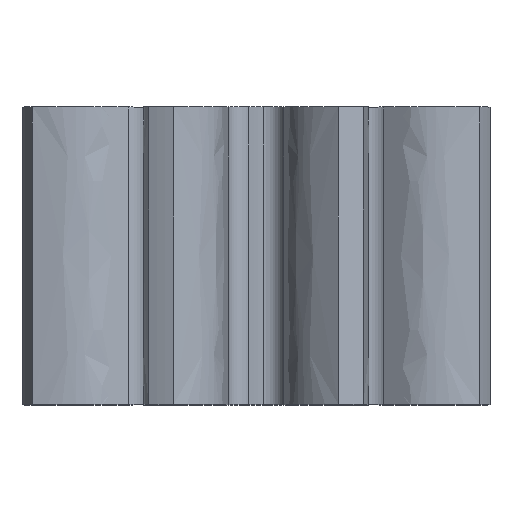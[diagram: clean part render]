
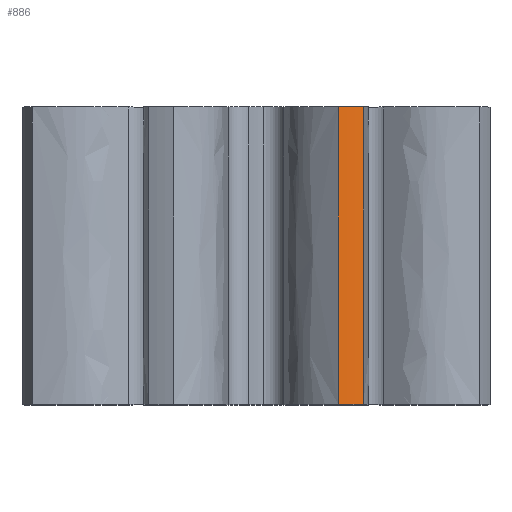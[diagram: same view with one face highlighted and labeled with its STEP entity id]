
A CAD part, top view. The second image highlights one B-rep face of the part: STEP entity #886.
In plain terms, the highlighted cylindrical face has radius 2.5 mm (diameter 5 mm), a partial arc.
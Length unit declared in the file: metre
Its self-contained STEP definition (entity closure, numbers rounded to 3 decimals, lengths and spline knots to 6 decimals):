
#70=CIRCLE('',#958,0.0025);
#71=CIRCLE('',#959,0.0025);
#142=ORIENTED_EDGE('',*,*,#430,.F.);
#143=ORIENTED_EDGE('',*,*,#431,.F.);
#144=ORIENTED_EDGE('',*,*,#432,.T.);
#145=ORIENTED_EDGE('',*,*,#433,.T.);
#430=EDGE_CURVE('',#574,#575,#662,.T.);
#431=EDGE_CURVE('',#576,#574,#70,.T.);
#432=EDGE_CURVE('',#576,#577,#663,.T.);
#433=EDGE_CURVE('',#577,#575,#71,.T.);
#574=VERTEX_POINT('',#1328);
#575=VERTEX_POINT('',#1329);
#576=VERTEX_POINT('',#1331);
#577=VERTEX_POINT('',#1333);
#662=LINE('',#1327,#710);
#663=LINE('',#1332,#711);
#710=VECTOR('',#1079,1.);
#711=VECTOR('',#1082,1.);
#754=EDGE_LOOP('',(#142,#143,#144,#145));
#804=FACE_BOUND('',#754,.T.);
#854=CYLINDRICAL_SURFACE('',#957,0.0025);
#886=ADVANCED_FACE('',(#804),#854,.T.);
#957=AXIS2_PLACEMENT_3D('',#1326,#1077,#1078);
#958=AXIS2_PLACEMENT_3D('',#1330,#1080,#1081);
#959=AXIS2_PLACEMENT_3D('',#1334,#1083,#1084);
#1077=DIRECTION('',(0.,-1.,0.));
#1078=DIRECTION('',(0.,0.,-1.));
#1079=DIRECTION('',(0.,-1.,0.));
#1080=DIRECTION('',(0.,1.,0.));
#1081=DIRECTION('',(0.,0.,1.));
#1082=DIRECTION('',(0.,-1.,0.));
#1083=DIRECTION('',(0.,1.,0.));
#1084=DIRECTION('',(0.,0.,1.));
#1326=CARTESIAN_POINT('',(0.264001,-0.089,0.221655));
#1327=CARTESIAN_POINT('',(0.265081,-0.089,0.22391));
#1328=CARTESIAN_POINT('',(0.265081,-0.089,0.22391));
#1329=CARTESIAN_POINT('',(0.265081,-0.092,0.22391));
#1330=CARTESIAN_POINT('',(0.264001,-0.089,0.221655));
#1331=CARTESIAN_POINT('',(0.264831,-0.089,0.224013));
#1332=CARTESIAN_POINT('',(0.264831,-0.089,0.224013));
#1333=CARTESIAN_POINT('',(0.264831,-0.092,0.224013));
#1334=CARTESIAN_POINT('',(0.264001,-0.092,0.221655));
